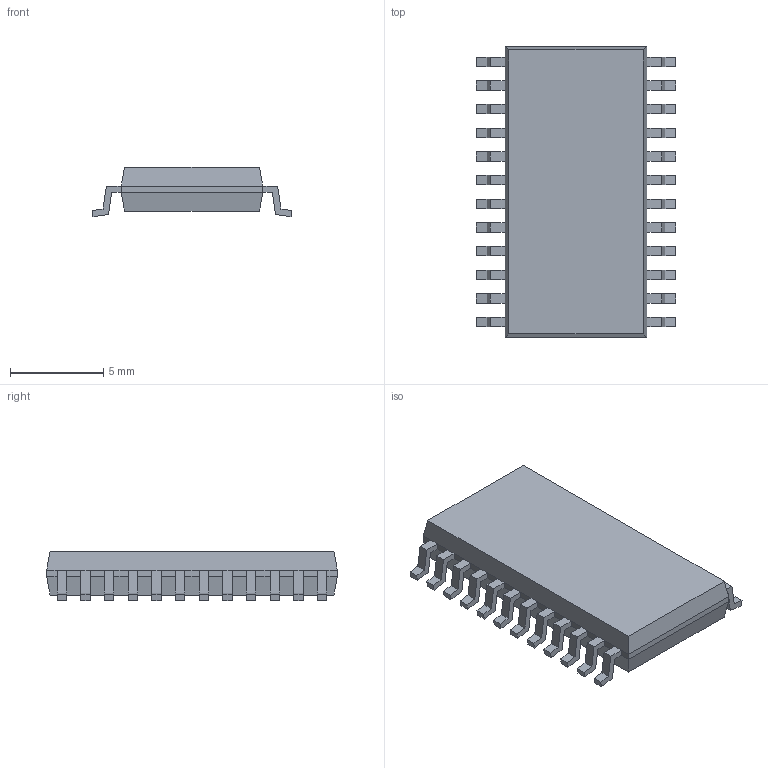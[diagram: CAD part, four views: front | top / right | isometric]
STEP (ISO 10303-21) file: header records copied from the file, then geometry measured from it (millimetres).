
FILE_DESCRIPTION( ( '' ), ' ' );
FILE_NAME( '5a7d31be02c3d40ed9fa250c.step', '2018-02-09T05:29:34', ( '' ), ( '' ), ' ', ' ', ' ' );
FILE_SCHEMA( ( 'AUTOMOTIVE_DESIGN { 1 0 10303 214 1 1 1 1 }' ) );
Length unit declared in the file: metre
Products named in the file (1): Open CASCADE STEP translator 6.8 1
Bounding box: 10.72 x 15.6 x 2.65 mm (x, y, z)
Volume: 280.8 mm3; surface area: 434.6 mm2
Topology: 1 solids, 1 shells, 254 faces, 652 edges, 400 vertices
Faces by surface type: plane 254
Entity records: 12712 total; most frequent: CARTESIAN_POINT 1307, ORIENTED_EDGE 1304, DIRECTION 1162, STYLED_ITEM 906, PRESENTATION_STYLE_ASSIGNMENT 906, COLOUR_RGB 906, EDGE_CURVE 652, CURVE_STYLE 652
